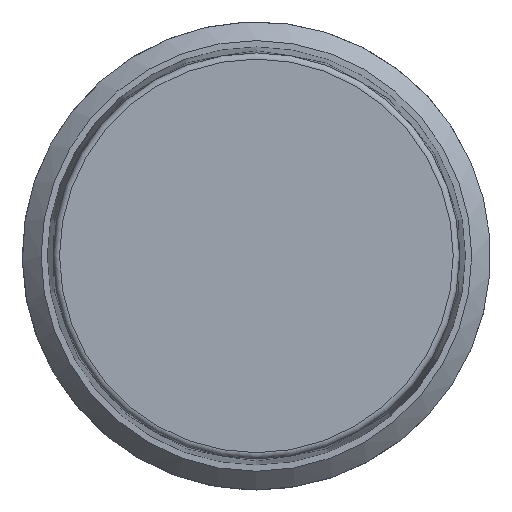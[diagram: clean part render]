
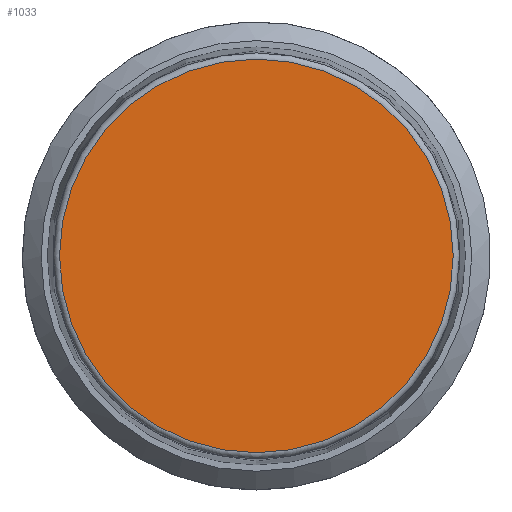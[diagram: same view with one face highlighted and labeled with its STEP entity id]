
A CAD part, left-side view. The second image highlights one B-rep face of the part: STEP entity #1033.
In plain terms, the highlighted planar face has unit normal (-1, 0, 0).
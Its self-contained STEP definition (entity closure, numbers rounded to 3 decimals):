
#93=PLANE('',#1101);
#119=ORIENTED_EDGE('',*,*,#269,.T.);
#269=EDGE_CURVE('',#344,#344,#408,.T.);
#344=VERTEX_POINT('',#1449);
#408=CIRCLE('',#1102,12.613);
#457=EDGE_LOOP('',(#119));
#558=FACE_BOUND('',#457,.T.);
#1033=ADVANCED_FACE('',(#558),#93,.T.);
#1101=AXIS2_PLACEMENT_3D('',#1447,#1212,#1213);
#1102=AXIS2_PLACEMENT_3D('',#1448,#1214,#1215);
#1212=DIRECTION('',(-1.,0.,0.));
#1213=DIRECTION('',(0.,-1.,0.));
#1214=DIRECTION('',(-1.,0.,0.));
#1215=DIRECTION('',(0.,-1.,0.));
#1447=CARTESIAN_POINT('',(-11.8,0.,0.));
#1448=CARTESIAN_POINT('',(-11.8,0.,0.));
#1449=CARTESIAN_POINT('',(-11.8,-12.613,0.));
